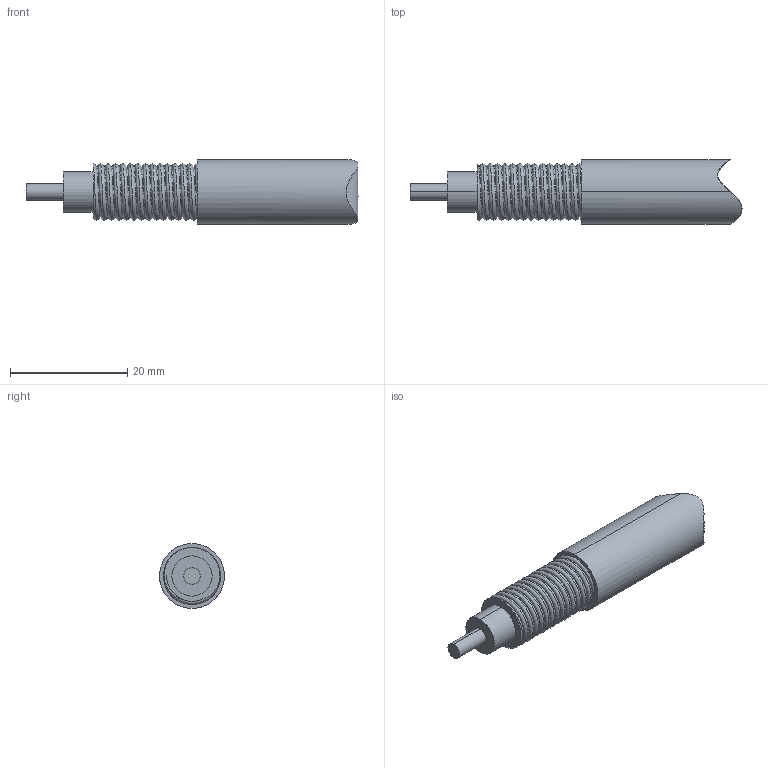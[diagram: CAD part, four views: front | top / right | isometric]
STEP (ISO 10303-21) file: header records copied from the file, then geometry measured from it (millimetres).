
FILE_DESCRIPTION (( 'STEP AP214' ), '1' );
FILE_NAME ('SPF-375-LC_3D.STEP', '2021-09-29T21:22:04', ( '' ), ( '' ), 'SwSTEP 2.0', 'SolidWorks 2021', '' );
FILE_SCHEMA (( 'AUTOMOTIVE_DESIGN' ));
Length unit declared in the file: inch
Products named in the file (1): SPF-375-LC_3D
Bounding box: 56.61 x 11.05 x 11.05 mm (x, y, z)
Volume: 3879.6 mm3; surface area: 2027.9 mm2
Topology: 1 solids, 1 shells, 44 faces, 117 edges, 78 vertices
Faces by surface type: cylinder 36, plane 5, bspline 3
Entity records: 6536 total; most frequent: CARTESIAN_POINT 5047, ORIENTED_EDGE 234, DIRECTION 151, EDGE_CURVE 117, VERTEX_POINT 78, AXIS2_PLACEMENT_3D 57, EDGE_LOOP 47, ADVANCED_FACE 44
